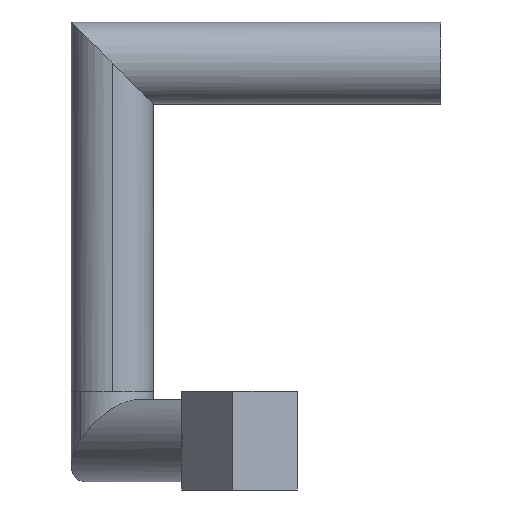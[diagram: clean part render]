
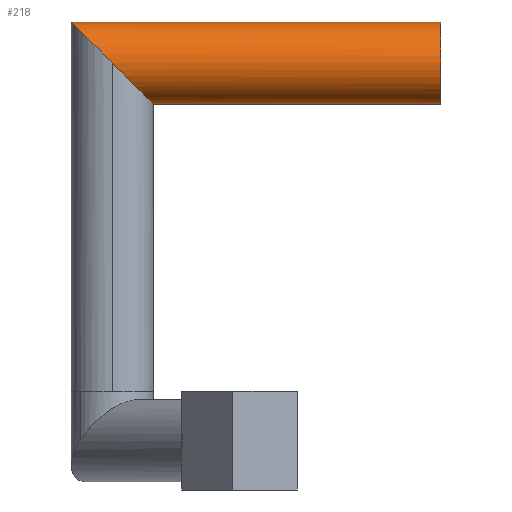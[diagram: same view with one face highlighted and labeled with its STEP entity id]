
A CAD part, left-side view. The second image highlights one B-rep face of the part: STEP entity #218.
In plain terms, the highlighted cylindrical face has radius 5 mm (diameter 10 mm), a partial arc.
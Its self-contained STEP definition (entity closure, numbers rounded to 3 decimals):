
#3 = EDGE_CURVE ( 'NONE', #662, #465, #383, .T. ) ;
#52 = CARTESIAN_POINT ( 'NONE',  ( -5., 0., 0. ) ) ;
#55 = DIRECTION ( 'NONE',  ( 0., -1., 0. ) ) ;
#87 = CYLINDRICAL_SURFACE ( 'NONE', #392, 5. ) ;
#136 = VECTOR ( 'NONE', #1100, 1000. ) ;
#183 = CARTESIAN_POINT ( 'NONE',  ( -5., 2.929, 2.929 ) ) ;
#208 = CARTESIAN_POINT ( 'NONE',  ( -5., -2.929, -2.929 ) ) ;
#218 = ADVANCED_FACE ( 'NONE', ( #589 ), #87, .T. ) ;
#226 = CARTESIAN_POINT ( 'NONE',  ( -5., 0., 0. ) ) ;
#241 = CARTESIAN_POINT ( 'NONE',  ( 0., -5., -5. ) ) ;
#256 = CARTESIAN_POINT ( 'NONE',  ( 0., -40., -5. ) ) ;
#282 = CARTESIAN_POINT ( 'NONE',  ( 0., -5., -5. ) ) ;
#290 = DIRECTION ( 'NONE',  ( 1., 0., 0. ) ) ;
#338 = CARTESIAN_POINT ( 'NONE',  ( 0., -40., 5. ) ) ;
#361 = AXIS2_PLACEMENT_3D ( 'NONE', #806, #55, #290 ) ;
#362 = CARTESIAN_POINT ( 'NONE',  ( -2.929, -5., -5. ) ) ;
#373 = EDGE_CURVE ( 'NONE', #465, #631, #457, .T. ) ;
#383 =( BOUNDED_CURVE ( )  B_SPLINE_CURVE ( 3, ( #241, #362, #208, #52 ),
 .UNSPECIFIED., .F., .F. ) 
 B_SPLINE_CURVE_WITH_KNOTS ( ( 4, 4 ),
 ( 3.142, 4.712 ),
 .UNSPECIFIED. ) 
 CURVE ( )  GEOMETRIC_REPRESENTATION_ITEM ( )  RATIONAL_B_SPLINE_CURVE ( ( 1., 0.805, 0.805, 1. ) ) 
 REPRESENTATION_ITEM ( '' )  );
#392 = AXIS2_PLACEMENT_3D ( 'NONE', #1030, #516, #705 ) ;
#405 = LINE ( 'NONE', #256, #136 ) ;
#457 =( BOUNDED_CURVE ( )  B_SPLINE_CURVE ( 3, ( #601, #183, #532, #936 ),
 .UNSPECIFIED., .F., .T. ) 
 B_SPLINE_CURVE_WITH_KNOTS ( ( 4, 4 ),
 ( 4.712, 6.283 ),
 .UNSPECIFIED. ) 
 CURVE ( )  GEOMETRIC_REPRESENTATION_ITEM ( )  RATIONAL_B_SPLINE_CURVE ( ( 1., 0.805, 0.805, 1. ) ) 
 REPRESENTATION_ITEM ( '' )  );
#465 = VERTEX_POINT ( 'NONE', #226 ) ;
#494 = ORIENTED_EDGE ( 'NONE', *, *, #373, .F. ) ;
#495 = ORIENTED_EDGE ( 'NONE', *, *, #3, .F. ) ;
#516 = DIRECTION ( 'NONE',  ( 0., 1., 0. ) ) ;
#523 = EDGE_CURVE ( 'NONE', #1004, #750, #929, .T. ) ;
#524 = LINE ( 'NONE', #778, #1042 ) ;
#532 = CARTESIAN_POINT ( 'NONE',  ( -2.929, 5., 5. ) ) ;
#586 = EDGE_CURVE ( 'NONE', #750, #662, #405, .T. ) ;
#589 = FACE_OUTER_BOUND ( 'NONE', #672, .T. ) ;
#601 = CARTESIAN_POINT ( 'NONE',  ( -5., 0., 0. ) ) ;
#605 = ORIENTED_EDGE ( 'NONE', *, *, #1070, .T. ) ;
#618 = DIRECTION ( 'NONE',  ( 0., 1., 0. ) ) ;
#626 = CARTESIAN_POINT ( 'NONE',  ( 0., 5., 5. ) ) ;
#631 = VERTEX_POINT ( 'NONE', #626 ) ;
#662 = VERTEX_POINT ( 'NONE', #282 ) ;
#672 = EDGE_LOOP ( 'NONE', ( #1089, #1021, #605, #494, #495 ) ) ;
#705 = DIRECTION ( 'NONE',  ( 0., 0., 1. ) ) ;
#750 = VERTEX_POINT ( 'NONE', #891 ) ;
#778 = CARTESIAN_POINT ( 'NONE',  ( 0., -40., 5. ) ) ;
#806 = CARTESIAN_POINT ( 'NONE',  ( 0., -40., 0. ) ) ;
#891 = CARTESIAN_POINT ( 'NONE',  ( 0., -40., -5. ) ) ;
#929 = CIRCLE ( 'NONE', #361, 5. ) ;
#936 = CARTESIAN_POINT ( 'NONE',  ( 0., 5., 5. ) ) ;
#1004 = VERTEX_POINT ( 'NONE', #338 ) ;
#1021 = ORIENTED_EDGE ( 'NONE', *, *, #523, .F. ) ;
#1030 = CARTESIAN_POINT ( 'NONE',  ( 0., -40., 0. ) ) ;
#1042 = VECTOR ( 'NONE', #618, 1000. ) ;
#1070 = EDGE_CURVE ( 'NONE', #1004, #631, #524, .T. ) ;
#1089 = ORIENTED_EDGE ( 'NONE', *, *, #586, .F. ) ;
#1100 = DIRECTION ( 'NONE',  ( 0., 1., 0. ) ) ;
